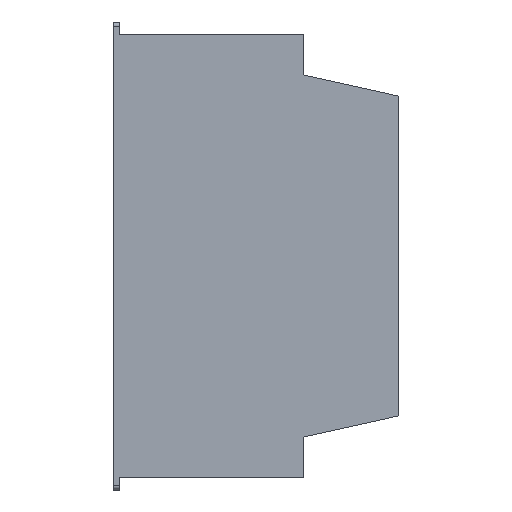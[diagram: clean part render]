
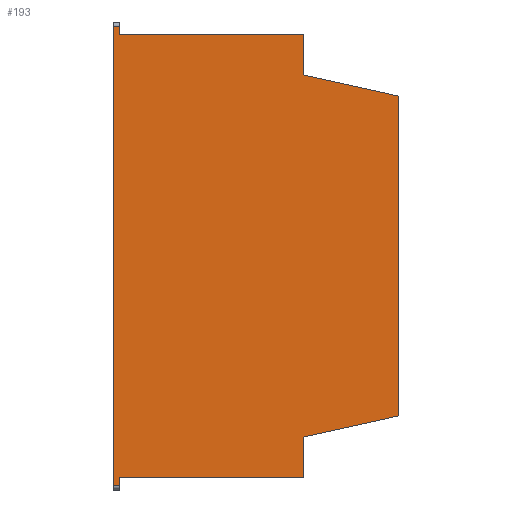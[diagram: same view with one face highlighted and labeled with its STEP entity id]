
A CAD part, left-side view. The second image highlights one B-rep face of the part: STEP entity #193.
In plain terms, the highlighted planar face has unit normal (-1, 0, 0).
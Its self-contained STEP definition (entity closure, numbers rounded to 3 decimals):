
#24 = VERTEX_POINT('',#25);
#25 = CARTESIAN_POINT('',(0.,0.,-2.));
#41 = VERTEX_POINT('',#42);
#42 = CARTESIAN_POINT('',(0.,-3.,-2.));
#49 = EDGE_CURVE('',#24,#41,#50,.T.);
#50 = LINE('',#51,#52);
#51 = CARTESIAN_POINT('',(0.,0.,-2.));
#52 = VECTOR('',#53,1.);
#53 = DIRECTION('',(0.,-1.,0.));
#175 = VERTEX_POINT('',#176);
#176 = CARTESIAN_POINT('',(0.,0.,-219.));
#183 = EDGE_CURVE('',#24,#175,#184,.T.);
#184 = LINE('',#185,#186);
#185 = CARTESIAN_POINT('',(0.,0.,-2.));
#186 = VECTOR('',#187,1.);
#187 = DIRECTION('',(0.,0.,-1.));
#193 = ADVANCED_FACE('',(#194),#276,.F.);
#194 = FACE_BOUND('',#195,.F.);
#195 = EDGE_LOOP('',(#196,#197,#198,#206,#214,#222,#230,#238,#246,#254,
    #262,#270));
#196 = ORIENTED_EDGE('',*,*,#183,.F.);
#197 = ORIENTED_EDGE('',*,*,#49,.T.);
#198 = ORIENTED_EDGE('',*,*,#199,.F.);
#199 = EDGE_CURVE('',#200,#41,#202,.T.);
#200 = VERTEX_POINT('',#201);
#201 = CARTESIAN_POINT('',(0.,-3.,-6.));
#202 = LINE('',#203,#204);
#203 = CARTESIAN_POINT('',(0.,-3.,-6.));
#204 = VECTOR('',#205,1.);
#205 = DIRECTION('',(0.,0.,1.));
#206 = ORIENTED_EDGE('',*,*,#207,.F.);
#207 = EDGE_CURVE('',#208,#200,#210,.T.);
#208 = VERTEX_POINT('',#209);
#209 = CARTESIAN_POINT('',(0.,-90.,-6.));
#210 = LINE('',#211,#212);
#211 = CARTESIAN_POINT('',(0.,-90.,-6.));
#212 = VECTOR('',#213,1.);
#213 = DIRECTION('',(0.,1.,0.));
#214 = ORIENTED_EDGE('',*,*,#215,.F.);
#215 = EDGE_CURVE('',#216,#208,#218,.T.);
#216 = VERTEX_POINT('',#217);
#217 = CARTESIAN_POINT('',(0.,-90.,-25.));
#218 = LINE('',#219,#220);
#219 = CARTESIAN_POINT('',(0.,-90.,-25.));
#220 = VECTOR('',#221,1.);
#221 = DIRECTION('',(0.,0.,1.));
#222 = ORIENTED_EDGE('',*,*,#223,.F.);
#223 = EDGE_CURVE('',#224,#216,#226,.T.);
#224 = VERTEX_POINT('',#225);
#225 = CARTESIAN_POINT('',(0.,-135.,-35.));
#226 = LINE('',#227,#228);
#227 = CARTESIAN_POINT('',(0.,-135.,-35.));
#228 = VECTOR('',#229,1.);
#229 = DIRECTION('',(0.,0.976,0.217));
#230 = ORIENTED_EDGE('',*,*,#231,.T.);
#231 = EDGE_CURVE('',#224,#232,#234,.T.);
#232 = VERTEX_POINT('',#233);
#233 = CARTESIAN_POINT('',(0.,-135.,-186.));
#234 = LINE('',#235,#236);
#235 = CARTESIAN_POINT('',(0.,-135.,-2.));
#236 = VECTOR('',#237,1.);
#237 = DIRECTION('',(0.,0.,-1.));
#238 = ORIENTED_EDGE('',*,*,#239,.F.);
#239 = EDGE_CURVE('',#240,#232,#242,.T.);
#240 = VERTEX_POINT('',#241);
#241 = CARTESIAN_POINT('',(0.,-90.,-196.));
#242 = LINE('',#243,#244);
#243 = CARTESIAN_POINT('',(0.,-90.,-196.));
#244 = VECTOR('',#245,1.);
#245 = DIRECTION('',(0.,-0.976,0.217));
#246 = ORIENTED_EDGE('',*,*,#247,.T.);
#247 = EDGE_CURVE('',#240,#248,#250,.T.);
#248 = VERTEX_POINT('',#249);
#249 = CARTESIAN_POINT('',(0.,-90.,-215.));
#250 = LINE('',#251,#252);
#251 = CARTESIAN_POINT('',(0.,-90.,-196.));
#252 = VECTOR('',#253,1.);
#253 = DIRECTION('',(0.,0.,-1.));
#254 = ORIENTED_EDGE('',*,*,#255,.T.);
#255 = EDGE_CURVE('',#248,#256,#258,.T.);
#256 = VERTEX_POINT('',#257);
#257 = CARTESIAN_POINT('',(0.,-3.,-215.));
#258 = LINE('',#259,#260);
#259 = CARTESIAN_POINT('',(0.,-90.,-215.));
#260 = VECTOR('',#261,1.);
#261 = DIRECTION('',(0.,1.,0.));
#262 = ORIENTED_EDGE('',*,*,#263,.T.);
#263 = EDGE_CURVE('',#256,#264,#266,.T.);
#264 = VERTEX_POINT('',#265);
#265 = CARTESIAN_POINT('',(0.,-3.,-219.));
#266 = LINE('',#267,#268);
#267 = CARTESIAN_POINT('',(0.,-3.,-215.));
#268 = VECTOR('',#269,1.);
#269 = DIRECTION('',(0.,0.,-1.));
#270 = ORIENTED_EDGE('',*,*,#271,.F.);
#271 = EDGE_CURVE('',#175,#264,#272,.T.);
#272 = LINE('',#273,#274);
#273 = CARTESIAN_POINT('',(0.,0.,-219.));
#274 = VECTOR('',#275,1.);
#275 = DIRECTION('',(0.,-1.,0.));
#276 = PLANE('',#277);
#277 = AXIS2_PLACEMENT_3D('',#278,#279,#280);
#278 = CARTESIAN_POINT('',(0.,0.,-2.));
#279 = DIRECTION('',(1.,0.,0.));
#280 = DIRECTION('',(0.,0.,-1.));
